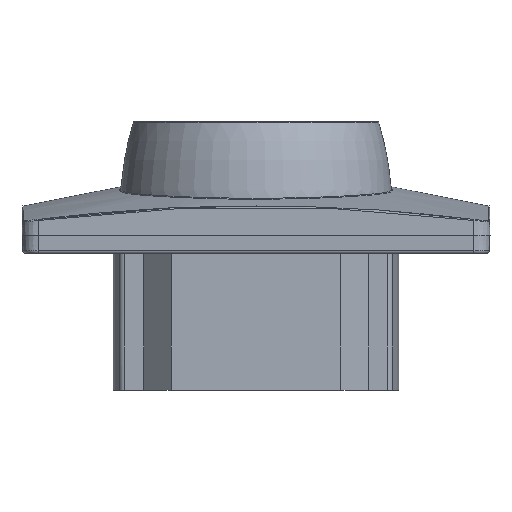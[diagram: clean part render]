
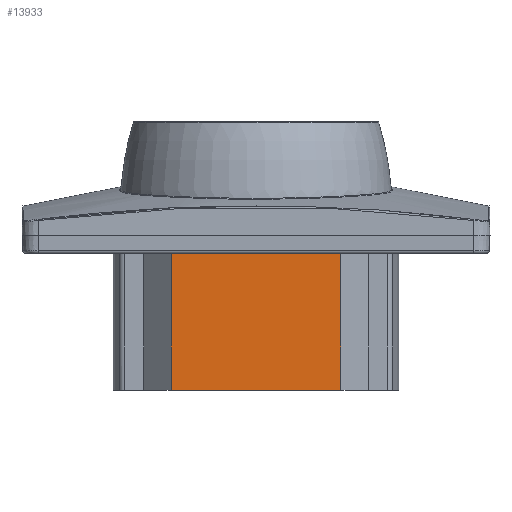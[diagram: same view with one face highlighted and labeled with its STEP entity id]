
A CAD part, front view. The second image highlights one B-rep face of the part: STEP entity #13933.
In plain terms, the highlighted planar face has unit normal (0, -1, 0).
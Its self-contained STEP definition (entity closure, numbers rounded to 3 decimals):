
#67 = CARTESIAN_POINT ( 'NONE',  ( 15.614, -26.15, -26.3 ) ) ;
#252 = CARTESIAN_POINT ( 'NONE',  ( -15.614, -26.15, -9.533 ) ) ;
#751 = CARTESIAN_POINT ( 'NONE',  ( -15.614, -26.15, -1.15 ) ) ;
#1050 = CARTESIAN_POINT ( 'NONE',  ( -15.614, -26.15, -1.15 ) ) ;
#1294 = CARTESIAN_POINT ( 'NONE',  ( 15.614, -26.15, -1.15 ) ) ;
#1369 = ORIENTED_EDGE ( 'NONE', *, *, #17029, .F. ) ;
#1901 = ORIENTED_EDGE ( 'NONE', *, *, #14950, .F. ) ;
#2125 = FACE_OUTER_BOUND ( 'NONE', #2981, .T. ) ;
#2981 = EDGE_LOOP ( 'NONE', ( #17742, #1369, #1901, #11236 ) ) ;
#3130 = VERTEX_POINT ( 'NONE', #15346 ) ;
#3293 = CARTESIAN_POINT ( 'NONE',  ( 15.614, -26.15, -26.3 ) ) ;
#4467 = CARTESIAN_POINT ( 'NONE',  ( -15.614, -26.15, -26.3 ) ) ;
#4593 = CARTESIAN_POINT ( 'NONE',  ( -5.205, -26.15, -26.3 ) ) ;
#5786 = DIRECTION ( 'NONE',  ( 0., 0., -1. ) ) ;
#6024 = CARTESIAN_POINT ( 'NONE',  ( 15.614, -26.15, -1.15 ) ) ;
#6576 = CARTESIAN_POINT ( 'NONE',  ( -15.614, -26.15, -17.917 ) ) ;
#7525 = VERTEX_POINT ( 'NONE', #1050 ) ;
#8884 = CARTESIAN_POINT ( 'NONE',  ( 15.614, -26.15, -9.533 ) ) ;
#9503 = EDGE_CURVE ( 'NONE', #7525, #17263, #10827, .T. ) ;
#10289 = AXIS2_PLACEMENT_3D ( 'NONE', #15380, #23049, #5786 ) ;
#10827 = B_SPLINE_CURVE_WITH_KNOTS ( 'NONE', 3,
 ( #751, #252, #6576, #21442 ),
 .UNSPECIFIED., .F., .F.,
 ( 4, 4 ),
 ( 0., 1. ),
 .UNSPECIFIED. ) ;
#11236 = ORIENTED_EDGE ( 'NONE', *, *, #9503, .T. ) ;
#12261 = CARTESIAN_POINT ( 'NONE',  ( 5.205, -26.15, -26.3 ) ) ;
#12901 = CARTESIAN_POINT ( 'NONE',  ( 15.614, -26.15, -17.917 ) ) ;
#13336 = CARTESIAN_POINT ( 'NONE',  ( -5.205, -26.15, -1.15 ) ) ;
#13933 = ADVANCED_FACE ( 'NONE', ( #2125 ), #24966, .T. ) ;
#14950 = EDGE_CURVE ( 'NONE', #7525, #3130, #21102, .T. ) ;
#14962 = VERTEX_POINT ( 'NONE', #67 ) ;
#15346 = CARTESIAN_POINT ( 'NONE',  ( 15.614, -26.15, -1.15 ) ) ;
#15380 = CARTESIAN_POINT ( 'NONE',  ( 15.614, -26.15, -1.15 ) ) ;
#16987 = CARTESIAN_POINT ( 'NONE',  ( -15.614, -26.15, -1.15 ) ) ;
#17029 = EDGE_CURVE ( 'NONE', #3130, #14962, #22181, .T. ) ;
#17263 = VERTEX_POINT ( 'NONE', #4467 ) ;
#17742 = ORIENTED_EDGE ( 'NONE', *, *, #18074, .T. ) ;
#18074 = EDGE_CURVE ( 'NONE', #17263, #14962, #24516, .T. ) ;
#20592 = CARTESIAN_POINT ( 'NONE',  ( 15.614, -26.15, -26.3 ) ) ;
#21102 = B_SPLINE_CURVE_WITH_KNOTS ( 'NONE', 3,
 ( #16987, #13336, #24687, #6024 ),
 .UNSPECIFIED., .F., .F.,
 ( 4, 4 ),
 ( 0., 1. ),
 .UNSPECIFIED. ) ;
#21442 = CARTESIAN_POINT ( 'NONE',  ( -15.614, -26.15, -26.3 ) ) ;
#21843 = CARTESIAN_POINT ( 'NONE',  ( -15.614, -26.15, -26.3 ) ) ;
#22181 = B_SPLINE_CURVE_WITH_KNOTS ( 'NONE', 3,
 ( #1294, #8884, #12901, #20592 ),
 .UNSPECIFIED., .F., .F.,
 ( 4, 4 ),
 ( 0., 1. ),
 .UNSPECIFIED. ) ;
#23049 = DIRECTION ( 'NONE',  ( 0., -1., 0. ) ) ;
#24516 = B_SPLINE_CURVE_WITH_KNOTS ( 'NONE', 3,
 ( #21843, #4593, #12261, #3293 ),
 .UNSPECIFIED., .F., .F.,
 ( 4, 4 ),
 ( 0., 1. ),
 .UNSPECIFIED. ) ;
#24687 = CARTESIAN_POINT ( 'NONE',  ( 5.205, -26.15, -1.15 ) ) ;
#24966 = PLANE ( 'NONE',  #10289 ) ;
